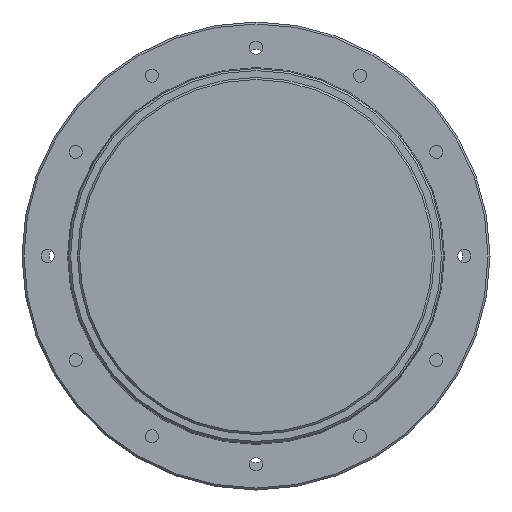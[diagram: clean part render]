
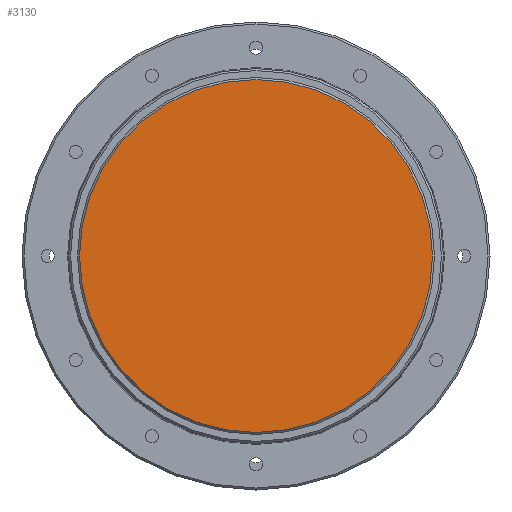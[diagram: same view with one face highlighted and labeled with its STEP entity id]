
A CAD part, left-side view. The second image highlights one B-rep face of the part: STEP entity #3130.
In plain terms, the highlighted planar face has unit normal (-1, 0, 0).
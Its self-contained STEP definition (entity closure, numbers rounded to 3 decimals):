
#428 = CIRCLE ( 'NONE', #2749, 44.5 ) ;
#499 = DIRECTION ( 'NONE',  ( -1., 0., 0. ) ) ;
#563 = AXIS2_PLACEMENT_3D ( 'NONE', #2405, #2633, #3655 ) ;
#707 = AXIS2_PLACEMENT_3D ( 'NONE', #3230, #955, #3209 ) ;
#784 = DIRECTION ( 'NONE',  ( 0., 0., 1. ) ) ;
#955 = DIRECTION ( 'NONE',  ( 1., 0., 0. ) ) ;
#1133 = CARTESIAN_POINT ( 'NONE',  ( 0., 0., 0. ) ) ;
#1465 = ORIENTED_EDGE ( 'NONE', *, *, #2832, .T. ) ;
#1551 = VERTEX_POINT ( 'NONE', #2759 ) ;
#1993 = EDGE_CURVE ( 'NONE', #1551, #2865, #428, .T. ) ;
#2031 = CARTESIAN_POINT ( 'NONE',  ( 0., 0., 44.5 ) ) ;
#2143 = EDGE_LOOP ( 'NONE', ( #2352, #1465 ) ) ;
#2352 = ORIENTED_EDGE ( 'NONE', *, *, #1993, .T. ) ;
#2405 = CARTESIAN_POINT ( 'NONE',  ( 0., 0., 0. ) ) ;
#2606 = PLANE ( 'NONE',  #707 ) ;
#2633 = DIRECTION ( 'NONE',  ( -1., 0., 0. ) ) ;
#2749 = AXIS2_PLACEMENT_3D ( 'NONE', #1133, #499, #784 ) ;
#2759 = CARTESIAN_POINT ( 'NONE',  ( 0., 0., -44.5 ) ) ;
#2832 = EDGE_CURVE ( 'NONE', #2865, #1551, #3914, .T. ) ;
#2865 = VERTEX_POINT ( 'NONE', #2031 ) ;
#3130 = ADVANCED_FACE ( 'NONE', ( #3507 ), #2606, .F. ) ;
#3209 = DIRECTION ( 'NONE',  ( 0., 0., -1. ) ) ;
#3230 = CARTESIAN_POINT ( 'NONE',  ( 0., 0., 0. ) ) ;
#3507 = FACE_OUTER_BOUND ( 'NONE', #2143, .T. ) ;
#3655 = DIRECTION ( 'NONE',  ( 0., 0., 1. ) ) ;
#3914 = CIRCLE ( 'NONE', #563, 44.5 ) ;
